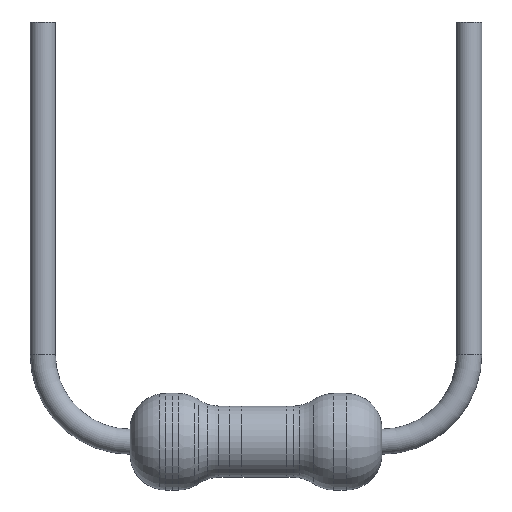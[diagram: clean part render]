
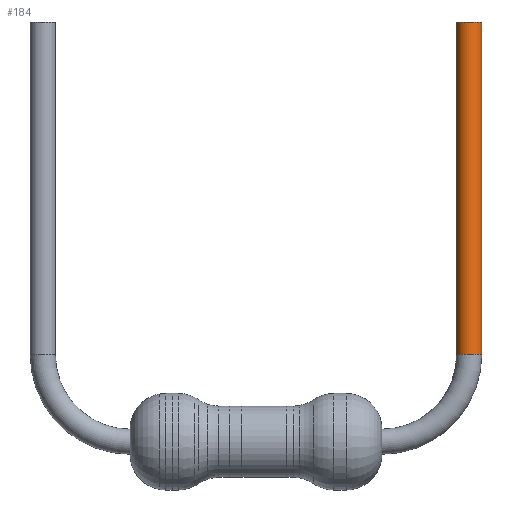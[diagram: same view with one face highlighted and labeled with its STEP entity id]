
A CAD part, front view. The second image highlights one B-rep face of the part: STEP entity #184.
In plain terms, the highlighted cylindrical face has radius 0.3 mm (diameter 0.6 mm), a partial arc.
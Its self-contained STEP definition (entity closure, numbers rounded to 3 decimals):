
#140 = EDGE_LOOP ( 'NONE', ( #178, #156, #177, #155 ) ) ;
#154 = EDGE_CURVE ( 'NONE', #291, #180, #444, .T. ) ;
#155 = ORIENTED_EDGE ( 'NONE', *, *, #157, .F. ) ;
#156 = ORIENTED_EDGE ( 'NONE', *, *, #282, .T. ) ;
#157 = EDGE_CURVE ( 'NONE', #180, #234, #429, .T. ) ;
#177 = ORIENTED_EDGE ( 'NONE', *, *, #188, .T. ) ;
#178 = ORIENTED_EDGE ( 'NONE', *, *, #154, .F. ) ;
#180 = VERTEX_POINT ( 'NONE', #519 ) ;
#184 = ADVANCED_FACE ( 'NONE', ( #496 ), #511, .T. ) ;
#188 = EDGE_CURVE ( 'NONE', #204, #234, #510, .T. ) ;
#204 = VERTEX_POINT ( 'NONE', #568 ) ;
#234 = VERTEX_POINT ( 'NONE', #538 ) ;
#282 = EDGE_CURVE ( 'NONE', #291, #204, #532, .T. ) ;
#291 = VERTEX_POINT ( 'NONE', #553 ) ;
#429 = CIRCLE ( 'NONE', #461, 0.3 ) ;
#431 = VECTOR ( 'NONE', #436, 1000. ) ;
#432 = CARTESIAN_POINT ( 'NONE',  ( 9.86, 0., 2.08 ) ) ;
#434 = CARTESIAN_POINT ( 'NONE',  ( 10.16, 0., 10. ) ) ;
#436 = DIRECTION ( 'NONE',  ( 0., 0., 1. ) ) ;
#438 = DIRECTION ( 'NONE',  ( 1., 0., 0. ) ) ;
#439 = DIRECTION ( 'NONE',  ( 0., 0., 1. ) ) ;
#444 = LINE ( 'NONE', #432, #431 ) ;
#461 = AXIS2_PLACEMENT_3D ( 'NONE', #434, #439, #438 ) ;
#489 = VECTOR ( 'NONE', #500, 1000. ) ;
#492 = CARTESIAN_POINT ( 'NONE',  ( 10.16, 0., 2.08 ) ) ;
#496 = FACE_OUTER_BOUND ( 'NONE', #140, .T. ) ;
#497 = DIRECTION ( 'NONE',  ( 1., 0., 0. ) ) ;
#500 = DIRECTION ( 'NONE',  ( 0., 0., 1. ) ) ;
#509 = CARTESIAN_POINT ( 'NONE',  ( 10.46, 0., 2.08 ) ) ;
#510 = LINE ( 'NONE', #509, #489 ) ;
#511 = CYLINDRICAL_SURFACE ( 'NONE', #512, 0.3 ) ;
#512 = AXIS2_PLACEMENT_3D ( 'NONE', #492, #522, #497 ) ;
#519 = CARTESIAN_POINT ( 'NONE',  ( 9.86, 0., 10. ) ) ;
#522 = DIRECTION ( 'NONE',  ( 0., 0., 1. ) ) ;
#532 = CIRCLE ( 'NONE', #586, 0.3 ) ;
#538 = CARTESIAN_POINT ( 'NONE',  ( 10.46, 0., 10. ) ) ;
#553 = CARTESIAN_POINT ( 'NONE',  ( 9.86, 0., 2.08 ) ) ;
#568 = CARTESIAN_POINT ( 'NONE',  ( 10.46, 0., 2.08 ) ) ;
#583 = DIRECTION ( 'NONE',  ( 1., 0., 0. ) ) ;
#584 = DIRECTION ( 'NONE',  ( 0., 0., 1. ) ) ;
#585 = CARTESIAN_POINT ( 'NONE',  ( 10.16, 0., 2.08 ) ) ;
#586 = AXIS2_PLACEMENT_3D ( 'NONE', #585, #584, #583 ) ;
